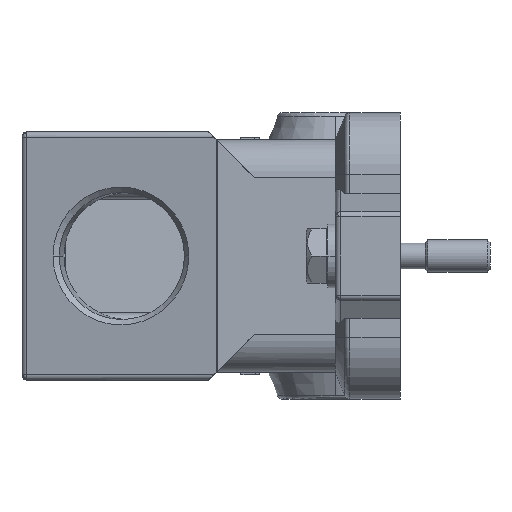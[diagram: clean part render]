
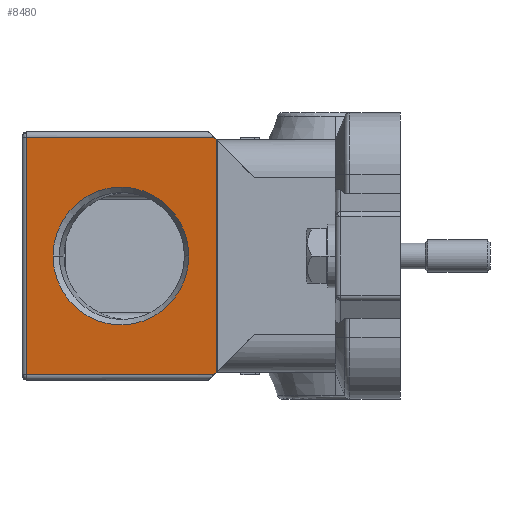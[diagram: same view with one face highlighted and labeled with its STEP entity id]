
A CAD part, left-side view. The second image highlights one B-rep face of the part: STEP entity #8480.
In plain terms, the highlighted planar face has unit normal (-0.985, 0.174, 0).
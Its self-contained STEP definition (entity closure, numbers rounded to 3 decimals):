
#1676=DIRECTION('',(0.,0.,-1.));
#1677=VECTOR('',#1676,43.172);
#1678=CARTESIAN_POINT('',(-29.985,34.086,21.586));
#1679=LINE('',#1678,#1677);
#1680=DIRECTION('',(-0.124,-0.702,0.702));
#1681=VECTOR('',#1680,0.59);
#1682=CARTESIAN_POINT('',(-29.912,34.5,-22.));
#1683=LINE('',#1682,#1681);
#1684=DIRECTION('',(0.124,0.702,0.702));
#1685=VECTOR('',#1684,0.59);
#1686=CARTESIAN_POINT('',(-29.985,34.086,21.586));
#1687=LINE('',#1686,#1685);
#1688=CARTESIAN_POINT('',(-26.879,51.7,0.));
#1689=DIRECTION('',(0.985,-0.174,0.));
#1690=DIRECTION('',(-0.174,-0.985,0.));
#1691=AXIS2_PLACEMENT_3D('',#1688,#1689,#1690);
#1693=CARTESIAN_POINT('',(-26.879,51.7,0.));
#1694=DIRECTION('',(0.985,-0.174,0.));
#1695=DIRECTION('',(0.174,0.985,0.));
#1696=AXIS2_PLACEMENT_3D('',#1693,#1694,#1695);
#1698=DIRECTION('',(0.174,0.985,0.));
#1699=VECTOR('',#1698,35.209);
#1700=CARTESIAN_POINT('',(-29.912,34.5,-22.));
#1701=LINE('',#1700,#1699);
#1723=DIRECTION('',(0.,0.,1.));
#1724=VECTOR('',#1723,44.);
#1725=CARTESIAN_POINT('',(-23.798,69.174,-22.));
#1726=LINE('',#1725,#1724);
#1861=DIRECTION('',(-0.174,-0.985,0.));
#1862=VECTOR('',#1861,35.209);
#1863=CARTESIAN_POINT('',(-23.798,69.174,22.));
#1864=LINE('',#1863,#1862);
#5324=CARTESIAN_POINT('',(-24.665,64.256,0.));
#5325=VERTEX_POINT('',#5324);
#5378=CARTESIAN_POINT('',(-29.912,34.5,-22.));
#5379=CARTESIAN_POINT('',(-23.798,69.174,-22.));
#5380=VERTEX_POINT('',#5378);
#5381=VERTEX_POINT('',#5379);
#5388=CARTESIAN_POINT('',(-23.798,69.174,22.));
#5389=VERTEX_POINT('',#5388);
#5392=CARTESIAN_POINT('',(-29.985,34.086,21.586));
#5393=CARTESIAN_POINT('',(-29.912,34.5,22.));
#5394=VERTEX_POINT('',#5392);
#5395=VERTEX_POINT('',#5393);
#5404=CARTESIAN_POINT('',(-29.093,39.144,
0.));
#5405=VERTEX_POINT('',#5404);
#5406=CARTESIAN_POINT('',(-29.985,34.086,
-21.586));
#5407=VERTEX_POINT('',#5406);
#8458=CARTESIAN_POINT('',(-23.652,70.,-23.));
#8459=DIRECTION('',(-0.985,0.174,0.));
#8460=DIRECTION('',(-0.174,-0.985,0.));
#8461=AXIS2_PLACEMENT_3D('',#8458,#8459,#8460);
#8462=PLANE('',#8461);
#8463=ORIENTED_EDGE('',*,*,#6440,.F.);
#8465=ORIENTED_EDGE('',*,*,#8464,.T.);
#8467=ORIENTED_EDGE('',*,*,#8466,.T.);
#8469=ORIENTED_EDGE('',*,*,#8468,.T.);
#8470=ORIENTED_EDGE('',*,*,#6926,.F.);
#8471=ORIENTED_EDGE('',*,*,#8452,.T.);
#8472=EDGE_LOOP('',(#8463,#8465,#8467,#8469,#8470,#8471));
#8473=FACE_OUTER_BOUND('',#8472,.F.);
#8475=ORIENTED_EDGE('',*,*,#8474,.F.);
#8477=ORIENTED_EDGE('',*,*,#8476,.F.);
#8478=EDGE_LOOP('',(#8475,#8477));
#8479=FACE_BOUND('',#8478,.F.);
#8480=ADVANCED_FACE('',(#8473,#8479),#8462,.T.);
#1692=CIRCLE('',#1691,12.75);
#1697=CIRCLE('',#1696,12.75);
#6440=EDGE_CURVE('',#5380,#5407,#1683,.T.);
#6926=EDGE_CURVE('',#5394,#5395,#1687,.T.);
#8452=EDGE_CURVE('',#5394,#5407,#1679,.T.);
#8464=EDGE_CURVE('',#5380,#5381,#1701,.T.);
#8466=EDGE_CURVE('',#5381,#5389,#1726,.T.);
#8468=EDGE_CURVE('',#5389,#5395,#1864,.T.);
#8474=EDGE_CURVE('',#5405,#5325,#1692,.T.);
#8476=EDGE_CURVE('',#5325,#5405,#1697,.T.);
